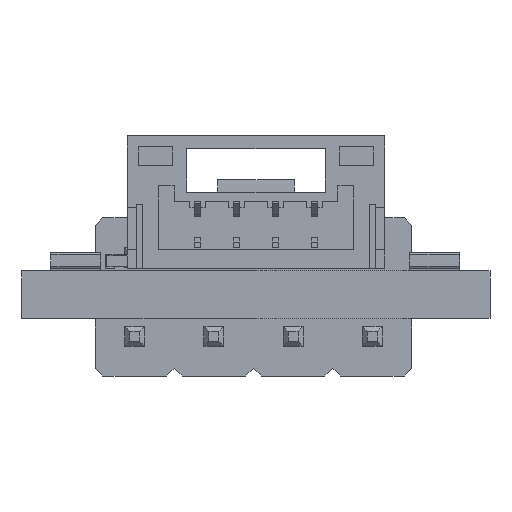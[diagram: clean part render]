
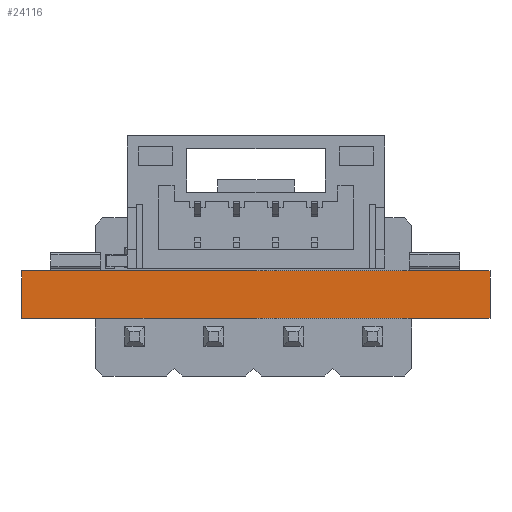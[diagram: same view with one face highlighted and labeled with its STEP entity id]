
A CAD part, left-side view. The second image highlights one B-rep face of the part: STEP entity #24116.
In plain terms, the highlighted planar face has unit normal (-1, 0, 0).
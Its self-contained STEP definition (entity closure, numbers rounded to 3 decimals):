
#24091 = VERTEX_POINT('',#24092);
#24092 = CARTESIAN_POINT('',(0.,0.,1.51));
#24098 = EDGE_CURVE('',#24099,#24091,#24101,.T.);
#24099 = VERTEX_POINT('',#24100);
#24100 = CARTESIAN_POINT('',(0.,-0.,0.));
#24101 = LINE('',#24102,#24103);
#24102 = CARTESIAN_POINT('',(0.,-0.,0.));
#24103 = VECTOR('',#24104,1.);
#24104 = DIRECTION('',(0.,0.,1.));
#24116 = ADVANCED_FACE('',(#24117),#24142,.T.);
#24117 = FACE_BOUND('',#24118,.T.);
#24118 = EDGE_LOOP('',(#24119,#24120,#24128,#24136));
#24119 = ORIENTED_EDGE('',*,*,#24098,.T.);
#24120 = ORIENTED_EDGE('',*,*,#24121,.T.);
#24121 = EDGE_CURVE('',#24091,#24122,#24124,.T.);
#24122 = VERTEX_POINT('',#24123);
#24123 = CARTESIAN_POINT('',(0.,15.,1.51));
#24124 = LINE('',#24125,#24126);
#24125 = CARTESIAN_POINT('',(0.,0.,1.51));
#24126 = VECTOR('',#24127,1.);
#24127 = DIRECTION('',(0.,1.,0.));
#24128 = ORIENTED_EDGE('',*,*,#24129,.F.);
#24129 = EDGE_CURVE('',#24130,#24122,#24132,.T.);
#24130 = VERTEX_POINT('',#24131);
#24131 = CARTESIAN_POINT('',(0.,15.,0.));
#24132 = LINE('',#24133,#24134);
#24133 = CARTESIAN_POINT('',(0.,15.,0.));
#24134 = VECTOR('',#24135,1.);
#24135 = DIRECTION('',(0.,0.,1.));
#24136 = ORIENTED_EDGE('',*,*,#24137,.F.);
#24137 = EDGE_CURVE('',#24099,#24130,#24138,.T.);
#24138 = LINE('',#24139,#24140);
#24139 = CARTESIAN_POINT('',(0.,-0.,0.));
#24140 = VECTOR('',#24141,1.);
#24141 = DIRECTION('',(0.,1.,0.));
#24142 = PLANE('',#24143);
#24143 = AXIS2_PLACEMENT_3D('',#24144,#24145,#24146);
#24144 = CARTESIAN_POINT('',(0.,0.,0.));
#24145 = DIRECTION('',(-1.,0.,0.));
#24146 = DIRECTION('',(0.,1.,0.));
